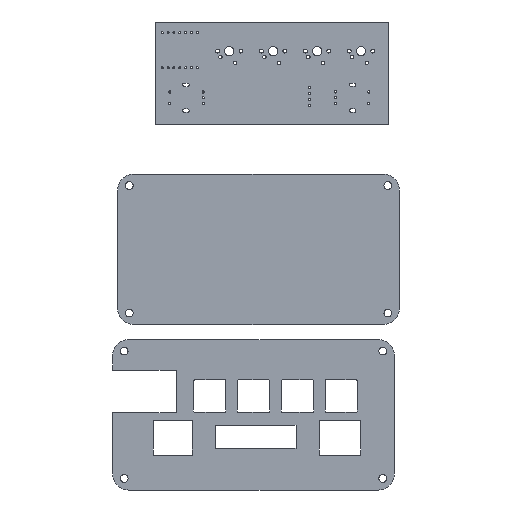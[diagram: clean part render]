
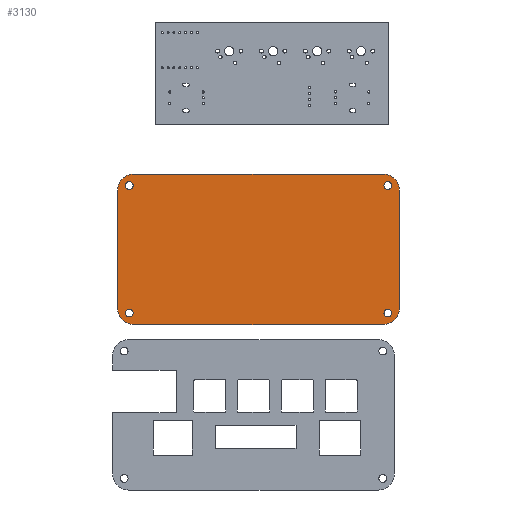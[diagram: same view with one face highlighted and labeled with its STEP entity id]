
A CAD part, front view. The second image highlights one B-rep face of the part: STEP entity #3130.
In plain terms, the highlighted planar face has unit normal (0, -1, 0).
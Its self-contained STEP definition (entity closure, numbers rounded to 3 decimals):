
#43=FACE_BOUND('',#419,.T.);
#44=FACE_BOUND('',#420,.T.);
#45=FACE_BOUND('',#421,.T.);
#46=FACE_BOUND('',#422,.T.);
#186=PLANE('',#3339);
#260=FACE_OUTER_BOUND('',#418,.T.);
#418=EDGE_LOOP('',(#2241,#2242,#2243,#2244,#2245,#2246,#2247,#2248));
#419=EDGE_LOOP('',(#2249));
#420=EDGE_LOOP('',(#2250));
#421=EDGE_LOOP('',(#2251));
#422=EDGE_LOOP('',(#2252));
#689=LINE('',#4609,#957);
#702=LINE('',#4650,#970);
#705=LINE('',#4659,#973);
#720=LINE('',#4691,#988);
#957=VECTOR('',#3659,10.);
#970=VECTOR('',#3694,10.);
#973=VECTOR('',#3703,10.);
#988=VECTOR('',#3740,10.);
#1218=CIRCLE('',#3304,7.);
#1226=CIRCLE('',#3315,7.);
#1227=CIRCLE('',#3318,7.);
#1228=CIRCLE('',#3321,7.);
#1229=CIRCLE('',#3332,1.7);
#1230=CIRCLE('',#3334,1.7);
#1231=CIRCLE('',#3336,1.7);
#1232=CIRCLE('',#3338,1.7);
#1395=VERTEX_POINT('',#4591);
#1396=VERTEX_POINT('',#4593);
#1402=VERTEX_POINT('',#4607);
#1418=VERTEX_POINT('',#4644);
#1419=VERTEX_POINT('',#4648);
#1420=VERTEX_POINT('',#4652);
#1421=VERTEX_POINT('',#4654);
#1422=VERTEX_POINT('',#4658);
#1429=VERTEX_POINT('',#4693);
#1430=VERTEX_POINT('',#4697);
#1431=VERTEX_POINT('',#4701);
#1432=VERTEX_POINT('',#4705);
#1691=EDGE_CURVE('',#1395,#1396,#1218,.T.);
#1699=EDGE_CURVE('',#1395,#1402,#689,.T.);
#1718=EDGE_CURVE('',#1418,#1402,#1226,.T.);
#1720=EDGE_CURVE('',#1418,#1419,#702,.T.);
#1722=EDGE_CURVE('',#1420,#1421,#1227,.T.);
#1724=EDGE_CURVE('',#1422,#1421,#705,.T.);
#1726=EDGE_CURVE('',#1422,#1419,#1228,.T.);
#1740=EDGE_CURVE('',#1420,#1396,#720,.T.);
#1741=EDGE_CURVE('',#1429,#1429,#1229,.T.);
#1743=EDGE_CURVE('',#1430,#1430,#1230,.T.);
#1745=EDGE_CURVE('',#1431,#1431,#1231,.T.);
#1747=EDGE_CURVE('',#1432,#1432,#1232,.T.);
#2241=ORIENTED_EDGE('',*,*,#1691,.F.);
#2242=ORIENTED_EDGE('',*,*,#1699,.T.);
#2243=ORIENTED_EDGE('',*,*,#1718,.F.);
#2244=ORIENTED_EDGE('',*,*,#1720,.T.);
#2245=ORIENTED_EDGE('',*,*,#1726,.F.);
#2246=ORIENTED_EDGE('',*,*,#1724,.T.);
#2247=ORIENTED_EDGE('',*,*,#1722,.F.);
#2248=ORIENTED_EDGE('',*,*,#1740,.T.);
#2249=ORIENTED_EDGE('',*,*,#1745,.F.);
#2250=ORIENTED_EDGE('',*,*,#1741,.F.);
#2251=ORIENTED_EDGE('',*,*,#1743,.F.);
#2252=ORIENTED_EDGE('',*,*,#1747,.F.);
#3130=ADVANCED_FACE('',(#260,#43,#44,#45,#46),#186,.F.);
#3304=AXIS2_PLACEMENT_3D('',#4594,#3648,#3649);
#3315=AXIS2_PLACEMENT_3D('',#4646,#3689,#3690);
#3318=AXIS2_PLACEMENT_3D('',#4655,#3698,#3699);
#3321=AXIS2_PLACEMENT_3D('',#4662,#3707,#3708);
#3332=AXIS2_PLACEMENT_3D('',#4694,#3743,#3744);
#3334=AXIS2_PLACEMENT_3D('',#4698,#3748,#3749);
#3336=AXIS2_PLACEMENT_3D('',#4702,#3753,#3754);
#3338=AXIS2_PLACEMENT_3D('',#4706,#3758,#3759);
#3339=AXIS2_PLACEMENT_3D('',#4708,#3761,#3762);
#3648=DIRECTION('center_axis',(0.,1.,0.));
#3649=DIRECTION('ref_axis',(-0.707,0.,0.707));
#3659=DIRECTION('',(0.,0.,-1.));
#3689=DIRECTION('center_axis',(0.,1.,0.));
#3690=DIRECTION('ref_axis',(-0.707,0.,-0.707));
#3694=DIRECTION('',(1.,0.,0.));
#3698=DIRECTION('center_axis',(0.,1.,0.));
#3699=DIRECTION('ref_axis',(0.707,0.,0.707));
#3703=DIRECTION('',(0.,0.,1.));
#3707=DIRECTION('center_axis',(0.,1.,0.));
#3708=DIRECTION('ref_axis',(0.707,0.,-0.707));
#3740=DIRECTION('',(-1.,0.,0.));
#3743=DIRECTION('center_axis',(0.,-1.,0.));
#3744=DIRECTION('ref_axis',(1.,0.,0.));
#3748=DIRECTION('center_axis',(0.,-1.,0.));
#3749=DIRECTION('ref_axis',(1.,0.,0.));
#3753=DIRECTION('center_axis',(0.,-1.,0.));
#3754=DIRECTION('ref_axis',(1.,0.,0.));
#3758=DIRECTION('center_axis',(0.,-1.,0.));
#3759=DIRECTION('ref_axis',(1.,0.,0.));
#3761=DIRECTION('center_axis',(0.,1.,0.));
#3762=DIRECTION('ref_axis',(1.,0.,0.));
#4591=CARTESIAN_POINT('',(-10.,22.,2.));
#4593=CARTESIAN_POINT('',(-3.,22.,9.));
#4594=CARTESIAN_POINT('Origin',(-3.,22.,2.));
#4607=CARTESIAN_POINT('',(-10.,22.,-49.27));
#4609=CARTESIAN_POINT('',(-10.,22.,9.));
#4644=CARTESIAN_POINT('',(-3.,22.,-56.27));
#4646=CARTESIAN_POINT('Origin',(-3.,22.,-49.27));
#4648=CARTESIAN_POINT('',(105.24,22.,-56.27));
#4650=CARTESIAN_POINT('',(-10.,22.,-56.27));
#4652=CARTESIAN_POINT('',(105.24,22.,9.));
#4654=CARTESIAN_POINT('',(112.24,22.,2.));
#4655=CARTESIAN_POINT('Origin',(105.24,22.,2.));
#4658=CARTESIAN_POINT('',(112.24,22.,-49.27));
#4659=CARTESIAN_POINT('',(112.24,22.,-56.27));
#4662=CARTESIAN_POINT('Origin',(105.24,22.,-49.27));
#4691=CARTESIAN_POINT('',(112.24,22.,9.));
#4693=CARTESIAN_POINT('',(-6.7,22.,4.));
#4694=CARTESIAN_POINT('Origin',(-5.,22.,4.));
#4697=CARTESIAN_POINT('',(105.54,22.,4.));
#4698=CARTESIAN_POINT('Origin',(107.24,22.,4.));
#4701=CARTESIAN_POINT('',(105.54,22.,-51.27));
#4702=CARTESIAN_POINT('Origin',(107.24,22.,-51.27));
#4705=CARTESIAN_POINT('',(-6.7,22.,-51.27));
#4706=CARTESIAN_POINT('Origin',(-5.,22.,-51.27));
#4708=CARTESIAN_POINT('Origin',(-5.,22.,-51.27));
